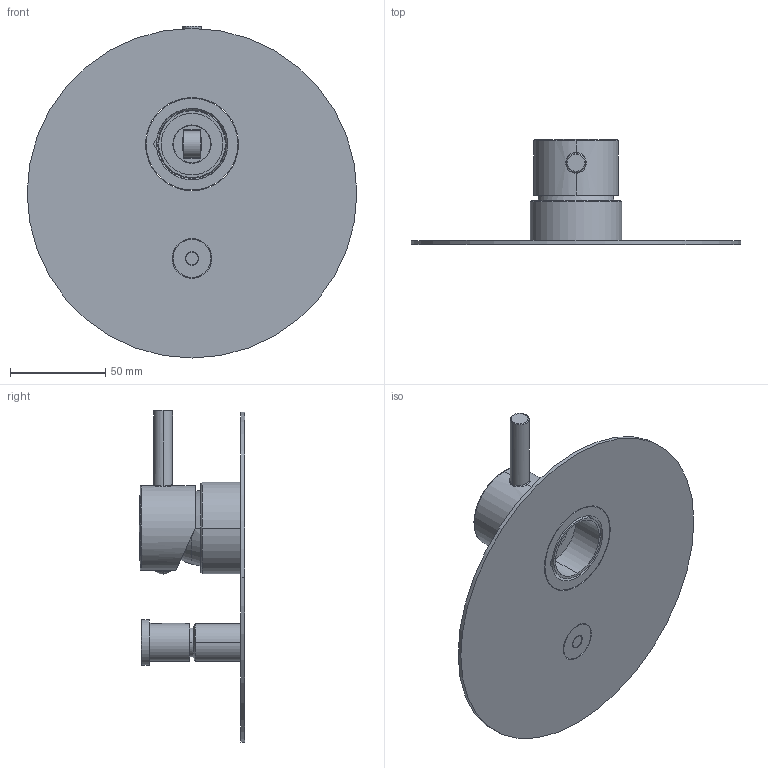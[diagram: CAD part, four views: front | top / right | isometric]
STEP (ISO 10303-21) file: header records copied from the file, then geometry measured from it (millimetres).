
FILE_DESCRIPTION((''),'2;1');
FILE_NAME('LIGBOX015NO-M','2022-01-24T10:54:28',('ut3'),('PAFFONI SpA'),'CREO PARAMETRIC BY PTC INC, 2020044','CREO PARAMETRIC BY PTC INC, 2020044','');
FILE_SCHEMA(('CONFIG_CONTROL_DESIGN','SHAPE_APPEARANCE_LAYERS_GROUPS'));
Length unit declared in the file: millimetre
Products named in the file (1): LIGBOX015NO-M
Bounding box: 173 x 55.19 x 174.25 mm (x, y, z)
Volume: 106428 mm3; surface area: 86204.9 mm2
Topology: 4 solids, 4 shells, 971 faces, 2580 edges, 1624 vertices
Faces by surface type: plane 570, cylinder 216, torus 86, cone 57, bspline 24, sphere 18
Entity records: 41993 total; most frequent: CARTESIAN_POINT 10452, ORIENTED_EDGE 5144, DIRECTION 4769, EDGE_CURVE 2572, AXIS2_PLACEMENT_3D 1662, VERTEX_POINT 1624, VECTOR 1445, LINE 1445
